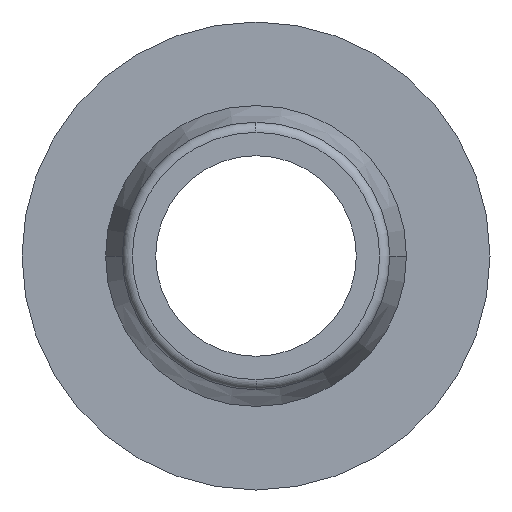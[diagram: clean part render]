
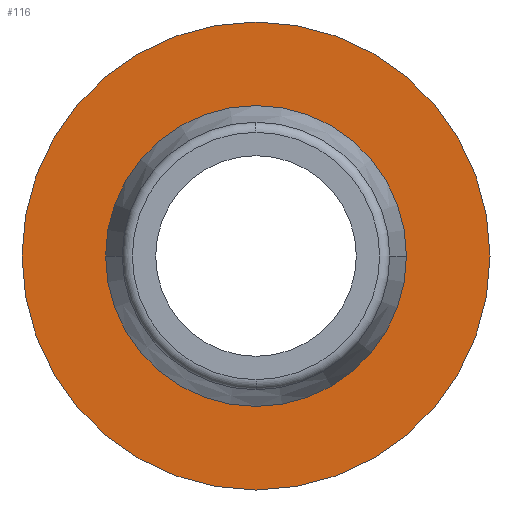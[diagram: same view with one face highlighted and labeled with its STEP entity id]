
A CAD part, front view. The second image highlights one B-rep face of the part: STEP entity #116.
In plain terms, the highlighted planar face has unit normal (0, -1, 0).
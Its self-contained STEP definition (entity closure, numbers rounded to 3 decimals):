
#116=ADVANCED_FACE('',(#242,#243),#244,.T.);
#242=FACE_OUTER_BOUND('',#373,.T.);
#243=FACE_BOUND('',#374,.T.);
#244=PLANE('',#375);
#373=EDGE_LOOP('',(#633,#634));
#374=EDGE_LOOP('',(#635,#636));
#375=AXIS2_PLACEMENT_3D('',#637,#638,#639);
#633=ORIENTED_EDGE('',*,*,#849,.T.);
#634=ORIENTED_EDGE('',*,*,#846,.T.);
#635=ORIENTED_EDGE('',*,*,#786,.F.);
#636=ORIENTED_EDGE('',*,*,#781,.F.);
#637=CARTESIAN_POINT('',(0.0,14.0,0.0));
#638=DIRECTION('',(0.0,-1.0,0.0));
#639=DIRECTION('',(-1.0,0.0,0.0));
#781=EDGE_CURVE('',#930,#932,#933,.T.);
#786=EDGE_CURVE('',#932,#930,#939,.T.);
#846=EDGE_CURVE('',#1020,#1018,#1021,.T.);
#849=EDGE_CURVE('',#1018,#1020,#1024,.T.);
#930=VERTEX_POINT('',#1112);
#932=VERTEX_POINT('',#1115);
#933=CIRCLE('',#1116,4.5);
#939=CIRCLE('',#1123,4.5);
#1018=VERTEX_POINT('',#1218);
#1020=VERTEX_POINT('',#1221);
#1021=CIRCLE('',#1222,7.0);
#1024=CIRCLE('',#1226,7.0);
#1112=CARTESIAN_POINT('',(4.5,14.0,0.));
#1115=CARTESIAN_POINT('',(-4.5,14.0,0.));
#1116=AXIS2_PLACEMENT_3D('',#1322,#1323,#1324);
#1123=AXIS2_PLACEMENT_3D('',#1332,#1333,#1334);
#1218=CARTESIAN_POINT('',(7.0,14.0,0.0));
#1221=CARTESIAN_POINT('',(-7.0,14.0,0.));
#1222=AXIS2_PLACEMENT_3D('',#1424,#1425,#1426);
#1226=AXIS2_PLACEMENT_3D('',#1428,#1429,#1430);
#1322=CARTESIAN_POINT('',(0.0,14.0,0.0));
#1323=DIRECTION('',(0.0,-1.0,0.0));
#1324=DIRECTION('',(1.0,0.0,0.0));
#1332=CARTESIAN_POINT('',(0.0,14.0,0.0));
#1333=DIRECTION('',(0.0,-1.0,0.0));
#1334=DIRECTION('',(1.0,0.0,0.0));
#1424=CARTESIAN_POINT('',(0.0,14.0,0.0));
#1425=DIRECTION('',(0.0,-1.0,0.0));
#1426=DIRECTION('',(1.0,0.0,0.0));
#1428=CARTESIAN_POINT('',(0.0,14.0,0.0));
#1429=DIRECTION('',(0.0,-1.0,0.0));
#1430=DIRECTION('',(1.0,0.0,0.0));
